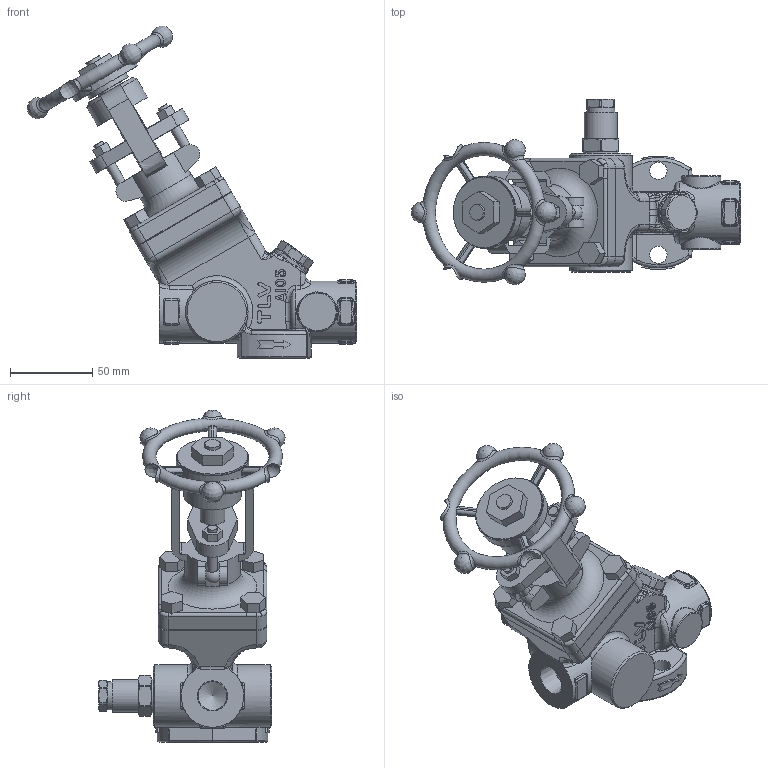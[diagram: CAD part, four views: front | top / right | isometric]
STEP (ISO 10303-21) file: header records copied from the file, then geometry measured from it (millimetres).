
FILE_DESCRIPTION(/* description */ (''),/* implementation_level */ '2;1');
FILE_NAME(/* name */ 'v1lb0-015-screw-00.stp',/* time_stamp */ '2023-05-10T07:56:52+09:00',/* author */ ('nakaot'),/* organization */ (''),/* preprocessor_version */ 'ST-DEVELOPER v18.1',/* originating_system */ 'Autodesk Inventor 2022',/* authorisation */ '');
FILE_SCHEMA (('AUTOMOTIVE_DESIGN { 1 0 10303 214 3 1 1 }'));
Length unit declared in the file: millimetre
Products named in the file (1): v1lb0-015-screw-00
Bounding box: 200.1 x 113.09 x 201.68 mm (x, y, z)
Volume: 486607.3 mm3; surface area: 89912 mm2
Topology: 1 solids, 1 shells, 837 faces, 2154 edges, 1343 vertices
Faces by surface type: plane 353, cylinder 246, bspline 154, cone 40, torus 35, sphere 9
Full cylindrical faces by diameter (mm): 4 x2, 6 x4, 7 x1, 8 x1, 9.5 x1, 10.5 x2, 15 x4, 16 x1, 17 x2, 17.475 x2, 20 x1, 21 x1, 24 x3, 25 x1, 27 x1, 34 x1, 35 x1, 35.5 x1, 38 x3, 43 x1, 44 x1, 50 x1
Entity records: 31156 total; most frequent: CARTESIAN_POINT 11593, ORIENTED_EDGE 4256, DIRECTION 3851, EDGE_CURVE 2128, AXIS2_PLACEMENT_3D 1447, VERTEX_POINT 1347, LINE 957, VECTOR 957
